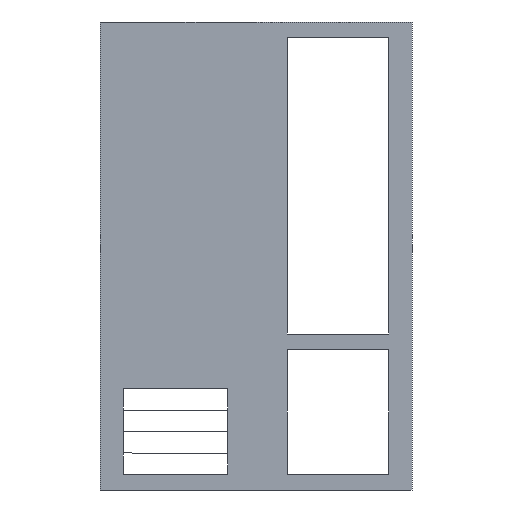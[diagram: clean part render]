
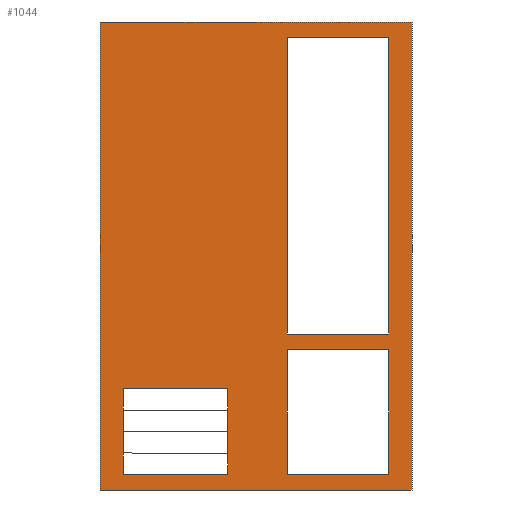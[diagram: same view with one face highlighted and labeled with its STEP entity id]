
A CAD part, front view. The second image highlights one B-rep face of the part: STEP entity #1044.
In plain terms, the highlighted free-form (B-spline) face has degree [1, 1] with [2, 2] control points.
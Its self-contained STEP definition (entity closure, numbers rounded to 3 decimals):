
#128=CARTESIAN_POINT('V41',(-56.67,-68.105,
   10.));
#129=VERTEX_POINT('V41',#128);
#130=CARTESIAN_POINT('V42',(-123.67,-68.105,
   10.));
#131=VERTEX_POINT('V42',#130);
#132=CARTESIAN_POINT('E62',(-56.67,-68.105,
   10.));
#133=CARTESIAN_POINT('E62',(-123.67,-68.105,
   10.));
#134=QUASI_UNIFORM_CURVE('E62',1,(#132,#133),.POLYLINE_FORM.,.F.,.U.
   );
#135=EDGE_CURVE('E62',#129,#131,#134,.T.);
#164=CARTESIAN_POINT('V45',(-123.67,-68.105,
   65.));
#165=VERTEX_POINT('V45',#164);
#166=CARTESIAN_POINT('V46',(-56.67,-68.105,
   65.));
#167=VERTEX_POINT('V46',#166);
#168=CARTESIAN_POINT('E66',(-123.67,-68.105,
   65.));
#169=CARTESIAN_POINT('E66',(-56.67,-68.105,
   65.));
#170=QUASI_UNIFORM_CURVE('E66',1,(#168,#169),.POLYLINE_FORM.,.F.,.U.
   );
#171=EDGE_CURVE('E66',#165,#167,#170,.T.);
#202=CARTESIAN_POINT('V55',(-56.67,-68.105,
   51.25));
#203=VERTEX_POINT('V55',#202);
#215=CARTESIAN_POINT('E80',(-56.67,-68.105,
   65.));
#216=CARTESIAN_POINT('E80',(-56.67,-68.105,
   51.25));
#217=B_SPLINE_CURVE_WITH_KNOTS('E80',1,(#215,#216),.POLYLINE_FORM.,
   .F.,.U.,(2,2),(0.0,0.25),.UNSPECIFIED.);
#218=EDGE_CURVE('E80',#167,#203,#217,.T.);
#230=CARTESIAN_POINT('V56',(-56.67,-68.105,
   37.5));
#231=VERTEX_POINT('V56',#230);
#243=CARTESIAN_POINT('E81',(-56.67,-68.105,
   51.25));
#244=CARTESIAN_POINT('E81',(-56.67,-68.105,
   37.5));
#245=B_SPLINE_CURVE_WITH_KNOTS('E81',1,(#243,#244),.POLYLINE_FORM.,
   .F.,.U.,(2,2),(0.25,0.5),
   .UNSPECIFIED.);
#246=EDGE_CURVE('E81',#203,#231,#245,.T.);
#258=CARTESIAN_POINT('V57',(-56.67,-68.105,
   23.37));
#259=VERTEX_POINT('V57',#258);
#271=CARTESIAN_POINT('E82',(-56.67,-68.105,
   37.5));
#272=CARTESIAN_POINT('E82',(-56.67,-68.105,
   23.37));
#273=B_SPLINE_CURVE_WITH_KNOTS('E82',1,(#271,#272),.POLYLINE_FORM.,
   .F.,.U.,(2,2),(0.5,0.757),
   .UNSPECIFIED.);
#274=EDGE_CURVE('E82',#231,#259,#273,.T.);
#285=CARTESIAN_POINT('E83',(-56.67,-68.105,
   23.37));
#286=CARTESIAN_POINT('E83',(-56.67,-68.105,
   10.));
#287=B_SPLINE_CURVE_WITH_KNOTS('E83',1,(#285,#286),.POLYLINE_FORM.,
   .F.,.U.,(2,2),(0.757,1.0),.UNSPECIFIED.);
#288=EDGE_CURVE('E83',#259,#129,#287,.T.);
#304=CARTESIAN_POINT('V32',(46.33,-68.105,
   100.0));
#305=VERTEX_POINT('V32',#304);
#306=CARTESIAN_POINT('V33',(-18.67,-68.105,
   100.0));
#307=VERTEX_POINT('V33',#306);
#308=CARTESIAN_POINT('E44',(46.33,-68.105,
   100.0));
#309=CARTESIAN_POINT('E44',(-18.67,-68.105,
   100.0));
#310=QUASI_UNIFORM_CURVE('E44',1,(#308,#309),.POLYLINE_FORM.,.F.,.U.
   );
#311=EDGE_CURVE('E44',#305,#307,#310,.T.);
#340=CARTESIAN_POINT('V34',(-18.67,-68.105,
   290.0));
#341=VERTEX_POINT('V34',#340);
#342=CARTESIAN_POINT('E46',(-18.67,-68.105,
   100.0));
#343=CARTESIAN_POINT('E46',(-18.67,-68.105,
   290.0));
#344=QUASI_UNIFORM_CURVE('E46',1,(#342,#343),.POLYLINE_FORM.,.F.,.U.
   );
#345=EDGE_CURVE('E46',#307,#341,#344,.T.);
#368=CARTESIAN_POINT('V31',(46.33,-68.105,
   290.0));
#369=VERTEX_POINT('V31',#368);
#370=CARTESIAN_POINT('E48',(-18.67,-68.105,
   290.0));
#371=CARTESIAN_POINT('E48',(46.33,-68.105,
   290.0));
#372=QUASI_UNIFORM_CURVE('E48',1,(#370,#371),.POLYLINE_FORM.,.F.,.U.
   );
#373=EDGE_CURVE('E48',#341,#369,#372,.T.);
#396=CARTESIAN_POINT('E41',(46.33,-68.105,
   290.0));
#397=CARTESIAN_POINT('E41',(46.33,-68.105,
   100.0));
#398=QUASI_UNIFORM_CURVE('E41',1,(#396,#397),.POLYLINE_FORM.,.F.,.U.
   );
#399=EDGE_CURVE('E41',#369,#305,#398,.T.);
#416=CARTESIAN_POINT('V36',(46.33,-68.105,
   90.));
#417=VERTEX_POINT('V36',#416);
#418=CARTESIAN_POINT('V37',(46.33,-68.105,
   10.));
#419=VERTEX_POINT('V37',#418);
#420=CARTESIAN_POINT('E52',(46.33,-68.105,
   90.));
#421=CARTESIAN_POINT('E52',(46.33,-68.105,
   10.));
#422=QUASI_UNIFORM_CURVE('E52',1,(#420,#421),.POLYLINE_FORM.,.F.,.U.
   );
#423=EDGE_CURVE('E52',#417,#419,#422,.T.);
#452=CARTESIAN_POINT('V38',(-18.67,-68.105,
   10.));
#453=VERTEX_POINT('V38',#452);
#454=CARTESIAN_POINT('E54',(46.33,-68.105,
   10.));
#455=CARTESIAN_POINT('E54',(-18.67,-68.105,
   10.));
#456=QUASI_UNIFORM_CURVE('E54',1,(#454,#455),.POLYLINE_FORM.,.F.,.U.
   );
#457=EDGE_CURVE('E54',#419,#453,#456,.T.);
#480=CARTESIAN_POINT('V35',(-18.67,-68.105,
   90.));
#481=VERTEX_POINT('V35',#480);
#482=CARTESIAN_POINT('E56',(-18.67,-68.105,
   10.));
#483=CARTESIAN_POINT('E56',(-18.67,-68.105,
   90.));
#484=QUASI_UNIFORM_CURVE('E56',1,(#482,#483),.POLYLINE_FORM.,.F.,.U.
   );
#485=EDGE_CURVE('E56',#453,#481,#484,.T.);
#508=CARTESIAN_POINT('E49',(-18.67,-68.105,
   90.0));
#509=CARTESIAN_POINT('E49',(46.33,-68.105,
   90.0));
#510=QUASI_UNIFORM_CURVE('E49',1,(#508,#509),.POLYLINE_FORM.,.F.,.U.
   );
#511=EDGE_CURVE('E49',#481,#417,#510,.T.);
#566=CARTESIAN_POINT('V39',(61.33,-68.105,
   0.0));
#567=VERTEX_POINT('V39',#566);
#573=CARTESIAN_POINT('V40',(61.33,-68.105,
   300.));
#574=VERTEX_POINT('V40',#573);
#575=CARTESIAN_POINT('E61',(61.33,-68.105,
   0.0));
#576=CARTESIAN_POINT('E61',(61.33,-68.105,
   300.));
#577=QUASI_UNIFORM_CURVE('E61',1,(#575,#576),.POLYLINE_FORM.,.F.,.U.
   );
#578=EDGE_CURVE('E61',#567,#574,#577,.T.);
#600=CARTESIAN_POINT('V7',(-138.67,-68.105,
   300.));
#601=VERTEX_POINT('V7',#600);
#602=CARTESIAN_POINT('E70',(61.33,-68.105,
   300.));
#603=CARTESIAN_POINT('E70',(-138.67,-68.105,
   300.));
#604=QUASI_UNIFORM_CURVE('E70',1,(#602,#603),.POLYLINE_FORM.,.F.,.U.
   );
#605=EDGE_CURVE('E70',#574,#601,#604,.T.);
#942=CARTESIAN_POINT('V6',(-138.67,-68.105,
   0.0));
#943=VERTEX_POINT('V6',#942);
#944=CARTESIAN_POINT('E7',(-138.67,-68.105,
   300.));
#945=CARTESIAN_POINT('E7',(-138.67,-68.105,
   0.0));
#946=QUASI_UNIFORM_CURVE('E7',1,(#944,#945),.POLYLINE_FORM.,.F.,.U.
   );
#947=EDGE_CURVE('E7',#601,#943,#946,.T.);
#975=CARTESIAN_POINT('E59',(-138.67,-68.105,
   0.0));
#976=CARTESIAN_POINT('E59',(61.33,-68.105,
   0.0));
#977=QUASI_UNIFORM_CURVE('E59',1,(#975,#976),.POLYLINE_FORM.,.F.,.U.
   );
#978=EDGE_CURVE('E59',#943,#567,#977,.T.);
#987=CARTESIAN_POINT('F27',(-138.67,-68.105,
   0.0));
#988=CARTESIAN_POINT('F27',(61.33,-68.105,
   0.0));
#989=CARTESIAN_POINT('F27',(-138.67,-68.105,
   300.));
#990=CARTESIAN_POINT('F27',(61.33,-68.105,
   300.));
#991=QUASI_UNIFORM_SURFACE('F27',1,1,((#987,#989),(#988,#990)),
   .PLANE_SURF.,.F.,.F.,.U.);
#992=ORIENTED_EDGE('E59',*,*,#978,.F.);
#993=ORIENTED_EDGE('E7',*,*,#947,.F.);
#994=ORIENTED_EDGE('E70',*,*,#605,.F.);
#995=ORIENTED_EDGE('E61',*,*,#578,.F.);
#996=EDGE_LOOP('F27',(#992,#993,#994,#995));
#997=FACE_OUTER_BOUND('F27',#996,.F.);
#998=ORIENTED_EDGE('F31',*,*,#218,.F.);
#999=ORIENTED_EDGE('E66',*,*,#171,.F.);
#1000=CARTESIAN_POINT('V60',(-123.67,
   -68.105,51.25));
#1001=VERTEX_POINT('V60',#1000);
#1002=CARTESIAN_POINT('E87',(-123.67,
   -68.105,51.25));
#1003=CARTESIAN_POINT('E87',(-123.67,
   -68.105,65.));
#1004=B_SPLINE_CURVE_WITH_KNOTS('E87',1,(#1002,#1003),
   .POLYLINE_FORM.,.F.,.U.,(2,2),(0.75,1.0),
   .UNSPECIFIED.);
#1005=EDGE_CURVE('E87',#1001,#165,#1004,.T.);
#1006=ORIENTED_EDGE('E87',*,*,#1005,.F.);
#1007=CARTESIAN_POINT('V59',(-123.67,
   -68.105,37.5));
#1008=VERTEX_POINT('V59',#1007);
#1009=CARTESIAN_POINT('E86',(-123.67,
   -68.105,37.5));
#1010=CARTESIAN_POINT('E86',(-123.67,
   -68.105,51.25));
#1011=B_SPLINE_CURVE_WITH_KNOTS('E86',1,(#1009,#1010),
   .POLYLINE_FORM.,.F.,.U.,(2,2),(0.5,
   0.75),.UNSPECIFIED.);
#1012=EDGE_CURVE('E86',#1008,#1001,#1011,.T.);
#1013=ORIENTED_EDGE('E86',*,*,#1012,.F.);
#1014=CARTESIAN_POINT('V58',(-123.67,
   -68.105,23.75));
#1015=VERTEX_POINT('V58',#1014);
#1016=CARTESIAN_POINT('E85',(-123.67,
   -68.105,23.75));
#1017=CARTESIAN_POINT('E85',(-123.67,
   -68.105,37.5));
#1018=B_SPLINE_CURVE_WITH_KNOTS('E85',1,(#1016,#1017),
   .POLYLINE_FORM.,.F.,.U.,(2,2),(0.25,
   0.5),.UNSPECIFIED.);
#1019=EDGE_CURVE('E85',#1015,#1008,#1018,.T.);
#1020=ORIENTED_EDGE('E85',*,*,#1019,.F.);
#1021=CARTESIAN_POINT('E84',(-123.67,
   -68.105,10.));
#1022=CARTESIAN_POINT('E84',(-123.67,
   -68.105,23.75));
#1023=B_SPLINE_CURVE_WITH_KNOTS('E84',1,(#1021,#1022),
   .POLYLINE_FORM.,.F.,.U.,(2,2),(0.0,0.25),
   .UNSPECIFIED.);
#1024=EDGE_CURVE('E84',#131,#1015,#1023,.T.);
#1025=ORIENTED_EDGE('E84',*,*,#1024,.F.);
#1026=ORIENTED_EDGE('E62',*,*,#135,.F.);
#1027=ORIENTED_EDGE('E83',*,*,#288,.F.);
#1028=ORIENTED_EDGE('F29',*,*,#274,.F.);
#1029=ORIENTED_EDGE('F30',*,*,#246,.F.);
#1030=EDGE_LOOP('F27',(#998,#999,#1006,#1013,#1020,#1025,#1026,#1027,
   #1028,#1029));
#1031=FACE_BOUND('F27',#1030,.F.);
#1032=ORIENTED_EDGE('E56',*,*,#485,.F.);
#1033=ORIENTED_EDGE('E54',*,*,#457,.F.);
#1034=ORIENTED_EDGE('E52',*,*,#423,.F.);
#1035=ORIENTED_EDGE('E49',*,*,#511,.F.);
#1036=EDGE_LOOP('F27',(#1032,#1033,#1034,#1035));
#1037=FACE_BOUND('F27',#1036,.F.);
#1038=ORIENTED_EDGE('E48',*,*,#373,.F.);
#1039=ORIENTED_EDGE('E46',*,*,#345,.F.);
#1040=ORIENTED_EDGE('E44',*,*,#311,.F.);
#1041=ORIENTED_EDGE('E41',*,*,#399,.F.);
#1042=EDGE_LOOP('F27',(#1038,#1039,#1040,#1041));
#1043=FACE_BOUND('F27',#1042,.F.);
#1044=ADVANCED_FACE('F27',(#997,#1031,#1037,#1043),#991,.T.);
